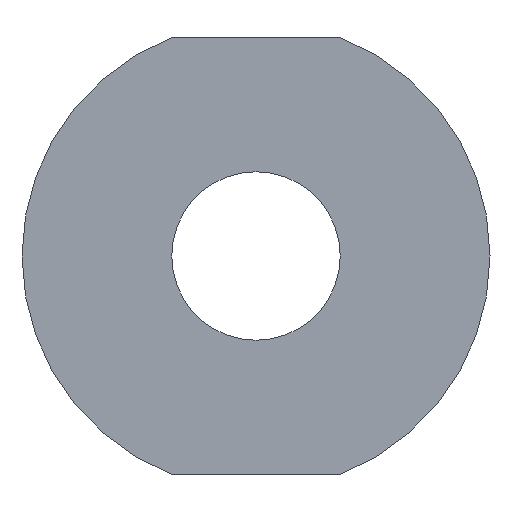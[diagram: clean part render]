
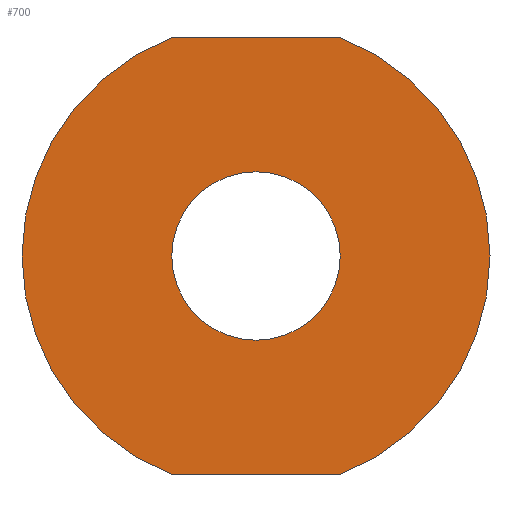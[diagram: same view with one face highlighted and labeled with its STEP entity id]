
A CAD part, front view. The second image highlights one B-rep face of the part: STEP entity #700.
In plain terms, the highlighted planar face has unit normal (0, -1, 0).
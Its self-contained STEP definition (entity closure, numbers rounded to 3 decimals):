
#15 = LINE ( 'NONE', #264, #612 ) ;
#28 = EDGE_CURVE ( 'NONE', #723, #378, #15, .T. ) ;
#45 = DIRECTION ( 'NONE',  ( 1., 0., 0. ) ) ;
#52 = EDGE_CURVE ( 'NONE', #378, #643, #97, .T. ) ;
#81 = CARTESIAN_POINT ( 'NONE',  ( 0., 0., 8.75 ) ) ;
#97 = CIRCLE ( 'NONE', #507, 15.275 ) ;
#103 = DIRECTION ( 'NONE',  ( 0., -1., 0. ) ) ;
#113 = DIRECTION ( 'NONE',  ( 0., 1., 0. ) ) ;
#114 = EDGE_CURVE ( 'NONE', #643, #626, #150, .T. ) ;
#121 = CARTESIAN_POINT ( 'NONE',  ( 0., 0., 14.25 ) ) ;
#150 = CIRCLE ( 'NONE', #174, 15.275 ) ;
#174 = AXIS2_PLACEMENT_3D ( 'NONE', #638, #686, #45 ) ;
#177 = DIRECTION ( 'NONE',  ( 0., -1., 0. ) ) ;
#215 = ORIENTED_EDGE ( 'NONE', *, *, #28, .T. ) ;
#226 = CIRCLE ( 'NONE', #498, 5.5 ) ;
#232 = EDGE_LOOP ( 'NONE', ( #478, #549 ) ) ;
#234 = DIRECTION ( 'NONE',  ( 1., 0., 0. ) ) ;
#238 = CARTESIAN_POINT ( 'NONE',  ( 15.275, 0., 14.25 ) ) ;
#249 = ORIENTED_EDGE ( 'NONE', *, *, #114, .T. ) ;
#256 = EDGE_CURVE ( 'NONE', #647, #723, #311, .T. ) ;
#264 = CARTESIAN_POINT ( 'NONE',  ( 5.5, 0., 0. ) ) ;
#301 = VERTEX_POINT ( 'NONE', #703 ) ;
#308 = EDGE_LOOP ( 'NONE', ( #215, #768, #249, #705, #737 ) ) ;
#311 = CIRCLE ( 'NONE', #496, 15.275 ) ;
#326 = CARTESIAN_POINT ( 'NONE',  ( -5.5, 0., 0. ) ) ;
#334 = CARTESIAN_POINT ( 'NONE',  ( 5.5, 0., 28.5 ) ) ;
#344 = DIRECTION ( 'NONE',  ( 1., 0., 0. ) ) ;
#361 = DIRECTION ( 'NONE',  ( 0., -1., 0. ) ) ;
#378 = VERTEX_POINT ( 'NONE', #442 ) ;
#410 = AXIS2_PLACEMENT_3D ( 'NONE', #121, #361, #770 ) ;
#411 = FACE_OUTER_BOUND ( 'NONE', #308, .T. ) ;
#414 = DIRECTION ( 'NONE',  ( -1., 0., 0. ) ) ;
#442 = CARTESIAN_POINT ( 'NONE',  ( 5.5, 0., 0. ) ) ;
#447 = AXIS2_PLACEMENT_3D ( 'NONE', #701, #113, #414 ) ;
#457 = LINE ( 'NONE', #334, #629 ) ;
#461 = EDGE_CURVE ( 'NONE', #727, #301, #226, .T. ) ;
#467 = PLANE ( 'NONE',  #447 ) ;
#476 = FACE_BOUND ( 'NONE', #232, .T. ) ;
#478 = ORIENTED_EDGE ( 'NONE', *, *, #461, .F. ) ;
#496 = AXIS2_PLACEMENT_3D ( 'NONE', #540, #177, #234 ) ;
#498 = AXIS2_PLACEMENT_3D ( 'NONE', #697, #512, #748 ) ;
#501 = DIRECTION ( 'NONE',  ( 1., 0., 0. ) ) ;
#507 = AXIS2_PLACEMENT_3D ( 'NONE', #576, #103, #696 ) ;
#512 = DIRECTION ( 'NONE',  ( 0., -1., 0. ) ) ;
#531 = CIRCLE ( 'NONE', #410, 5.5 ) ;
#536 = CARTESIAN_POINT ( 'NONE',  ( 5.5, 0., 28.5 ) ) ;
#540 = CARTESIAN_POINT ( 'NONE',  ( 0., 0., 14.25 ) ) ;
#547 = EDGE_CURVE ( 'NONE', #647, #626, #457, .T. ) ;
#549 = ORIENTED_EDGE ( 'NONE', *, *, #608, .F. ) ;
#576 = CARTESIAN_POINT ( 'NONE',  ( 0., 0., 14.25 ) ) ;
#608 = EDGE_CURVE ( 'NONE', #301, #727, #531, .T. ) ;
#612 = VECTOR ( 'NONE', #501, 1000. ) ;
#626 = VERTEX_POINT ( 'NONE', #536 ) ;
#629 = VECTOR ( 'NONE', #344, 1000. ) ;
#638 = CARTESIAN_POINT ( 'NONE',  ( 0., 0., 14.25 ) ) ;
#643 = VERTEX_POINT ( 'NONE', #238 ) ;
#647 = VERTEX_POINT ( 'NONE', #656 ) ;
#656 = CARTESIAN_POINT ( 'NONE',  ( -5.5, 0., 28.5 ) ) ;
#686 = DIRECTION ( 'NONE',  ( 0., -1., 0. ) ) ;
#696 = DIRECTION ( 'NONE',  ( 1., 0., 0. ) ) ;
#697 = CARTESIAN_POINT ( 'NONE',  ( 0., 0., 14.25 ) ) ;
#700 = ADVANCED_FACE ( 'NONE', ( #476, #411 ), #467, .F. ) ;
#701 = CARTESIAN_POINT ( 'NONE',  ( 5.5, 0., 28.5 ) ) ;
#703 = CARTESIAN_POINT ( 'NONE',  ( 0., 0., 19.75 ) ) ;
#705 = ORIENTED_EDGE ( 'NONE', *, *, #547, .F. ) ;
#723 = VERTEX_POINT ( 'NONE', #326 ) ;
#727 = VERTEX_POINT ( 'NONE', #81 ) ;
#737 = ORIENTED_EDGE ( 'NONE', *, *, #256, .T. ) ;
#748 = DIRECTION ( 'NONE',  ( 0., 0., -1. ) ) ;
#768 = ORIENTED_EDGE ( 'NONE', *, *, #52, .T. ) ;
#770 = DIRECTION ( 'NONE',  ( 0., 0., -1. ) ) ;
